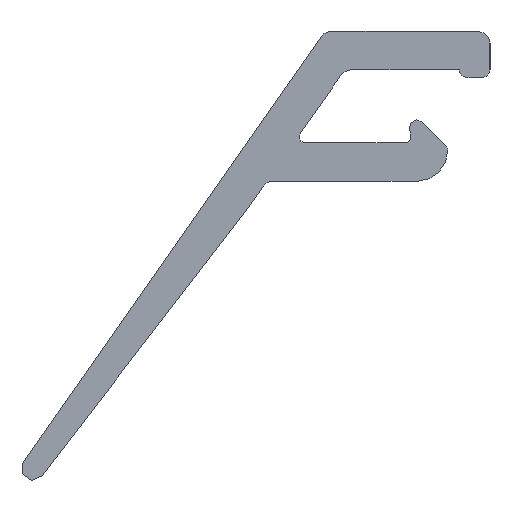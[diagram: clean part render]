
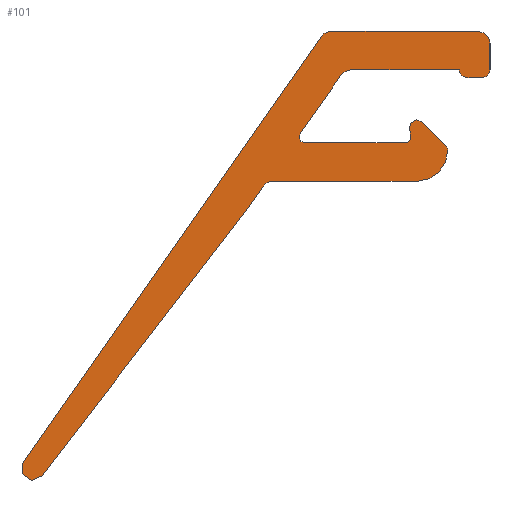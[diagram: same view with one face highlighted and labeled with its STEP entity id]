
A CAD part, left-side view. The second image highlights one B-rep face of the part: STEP entity #101.
In plain terms, the highlighted planar face has unit normal (-1, 0, 0).
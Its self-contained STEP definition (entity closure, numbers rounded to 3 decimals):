
#101=ADVANCED_FACE('',(#196),#197,.T.);
#196=FACE_OUTER_BOUND('',#282,.T.);
#197=PLANE('',#283);
#282=EDGE_LOOP('',(#507,#508,#509,#510,#511,#512,#513,#514,#515,#516,#517,#518,#519,#520,#521,#522,#523,#524,#525,#526,#527,#528,#529,#530));
#283=AXIS2_PLACEMENT_3D('',#531,#532,#533);
#507=ORIENTED_EDGE('',*,*,#630,.T.);
#508=ORIENTED_EDGE('',*,*,#538,.T.);
#509=ORIENTED_EDGE('',*,*,#543,.F.);
#510=ORIENTED_EDGE('',*,*,#547,.T.);
#511=ORIENTED_EDGE('',*,*,#551,.T.);
#512=ORIENTED_EDGE('',*,*,#555,.T.);
#513=ORIENTED_EDGE('',*,*,#559,.T.);
#514=ORIENTED_EDGE('',*,*,#563,.T.);
#515=ORIENTED_EDGE('',*,*,#567,.T.);
#516=ORIENTED_EDGE('',*,*,#571,.F.);
#517=ORIENTED_EDGE('',*,*,#575,.T.);
#518=ORIENTED_EDGE('',*,*,#579,.F.);
#519=ORIENTED_EDGE('',*,*,#583,.T.);
#520=ORIENTED_EDGE('',*,*,#587,.F.);
#521=ORIENTED_EDGE('',*,*,#591,.T.);
#522=ORIENTED_EDGE('',*,*,#595,.T.);
#523=ORIENTED_EDGE('',*,*,#599,.T.);
#524=ORIENTED_EDGE('',*,*,#603,.T.);
#525=ORIENTED_EDGE('',*,*,#607,.T.);
#526=ORIENTED_EDGE('',*,*,#611,.T.);
#527=ORIENTED_EDGE('',*,*,#615,.T.);
#528=ORIENTED_EDGE('',*,*,#619,.T.);
#529=ORIENTED_EDGE('',*,*,#623,.T.);
#530=ORIENTED_EDGE('',*,*,#627,.T.);
#531=CARTESIAN_POINT('',(0.0,5.974,7.012));
#532=DIRECTION('',(-1.0,0.0,0.0));
#533=DIRECTION('',(0.0,0.0,1.0));
#538=EDGE_CURVE('',#640,#638,#641,.T.);
#543=EDGE_CURVE('',#646,#638,#648,.T.);
#547=EDGE_CURVE('',#646,#652,#654,.T.);
#551=EDGE_CURVE('',#652,#658,#660,.T.);
#555=EDGE_CURVE('',#658,#664,#666,.T.);
#559=EDGE_CURVE('',#664,#670,#672,.T.);
#563=EDGE_CURVE('',#670,#676,#678,.T.);
#567=EDGE_CURVE('',#676,#682,#684,.T.);
#571=EDGE_CURVE('',#688,#682,#690,.T.);
#575=EDGE_CURVE('',#688,#694,#696,.T.);
#579=EDGE_CURVE('',#700,#694,#702,.T.);
#583=EDGE_CURVE('',#700,#706,#708,.T.);
#587=EDGE_CURVE('',#712,#706,#714,.T.);
#591=EDGE_CURVE('',#712,#718,#720,.T.);
#595=EDGE_CURVE('',#718,#724,#726,.T.);
#599=EDGE_CURVE('',#724,#730,#732,.T.);
#603=EDGE_CURVE('',#730,#736,#738,.T.);
#607=EDGE_CURVE('',#736,#742,#744,.T.);
#611=EDGE_CURVE('',#742,#748,#750,.T.);
#615=EDGE_CURVE('',#748,#754,#756,.T.);
#619=EDGE_CURVE('',#754,#760,#762,.T.);
#623=EDGE_CURVE('',#760,#766,#768,.T.);
#627=EDGE_CURVE('',#766,#772,#774,.T.);
#630=EDGE_CURVE('',#772,#640,#777,.T.);
#638=VERTEX_POINT('',#786);
#640=VERTEX_POINT('',#789);
#641=LINE('',#790,#791);
#646=VERTEX_POINT('',#797);
#648=CIRCLE('',#800,0.3);
#652=VERTEX_POINT('',#805);
#654=LINE('',#808,#809);
#658=VERTEX_POINT('',#813);
#660=CIRCLE('',#816,0.8);
#664=VERTEX_POINT('',#820);
#666=CIRCLE('',#823,0.2);
#670=VERTEX_POINT('',#828);
#672=LINE('',#831,#832);
#676=VERTEX_POINT('',#836);
#678=CIRCLE('',#839,0.2);
#682=VERTEX_POINT('',#844);
#684=LINE('',#847,#848);
#688=VERTEX_POINT('',#852);
#690=CIRCLE('',#855,0.15);
#694=VERTEX_POINT('',#860);
#696=LINE('',#863,#864);
#700=VERTEX_POINT('',#868);
#702=CIRCLE('',#871,0.15);
#706=VERTEX_POINT('',#876);
#708=LINE('',#879,#880);
#712=VERTEX_POINT('',#884);
#714=CIRCLE('',#887,0.3);
#718=VERTEX_POINT('',#892);
#720=LINE('',#895,#896);
#724=VERTEX_POINT('',#900);
#726=CIRCLE('',#903,0.2);
#730=VERTEX_POINT('',#908);
#732=LINE('',#911,#912);
#736=VERTEX_POINT('',#916);
#738=CIRCLE('',#919,0.2);
#742=VERTEX_POINT('',#924);
#744=LINE('',#927,#928);
#748=VERTEX_POINT('',#932);
#750=CIRCLE('',#935,0.3);
#754=VERTEX_POINT('',#940);
#756=LINE('',#943,#944);
#760=VERTEX_POINT('',#948);
#762=CIRCLE('',#951,0.3);
#766=VERTEX_POINT('',#956);
#768=LINE('',#959,#960);
#772=VERTEX_POINT('',#964);
#774=CIRCLE('',#967,0.3);
#777=LINE('',#971,#972);
#786=CARTESIAN_POINT('',(0.0,6.067,7.472));
#789=CARTESIAN_POINT('',(0.0,6.516,6.831));
#790=CARTESIAN_POINT('',(0.0,6.516,6.831));
#791=VECTOR('',#978,1.0);
#797=CARTESIAN_POINT('',(0.0,5.821,7.6));
#800=AXIS2_PLACEMENT_3D('',#984,#985,#986);
#805=CARTESIAN_POINT('',(0.0,2.067,7.6));
#808=CARTESIAN_POINT('',(0.0,5.821,7.6));
#809=VECTOR('',#989,1.0);
#813=CARTESIAN_POINT('',(0.0,1.267,8.4));
#816=AXIS2_PLACEMENT_3D('',#994,#995,#996);
#820=CARTESIAN_POINT('',(0.0,1.326,8.541));
#823=AXIS2_PLACEMENT_3D('',#1001,#1002,#1003);
#828=CARTESIAN_POINT('',(0.0,1.926,9.141));
#831=CARTESIAN_POINT('',(0.0,1.326,8.541));
#832=VECTOR('',#1006,1.0);
#836=CARTESIAN_POINT('',(0.0,2.264,8.965));
#839=AXIS2_PLACEMENT_3D('',#1011,#1012,#1013);
#844=CARTESIAN_POINT('',(0.0,2.231,8.776));
#847=CARTESIAN_POINT('',(0.0,2.264,8.965));
#848=VECTOR('',#1016,1.0);
#852=CARTESIAN_POINT('',(0.0,2.379,8.6));
#855=AXIS2_PLACEMENT_3D('',#1021,#1022,#1023);
#860=CARTESIAN_POINT('',(0.0,4.989,8.6));
#863=CARTESIAN_POINT('',(0.0,2.379,8.6));
#864=VECTOR('',#1026,1.0);
#868=CARTESIAN_POINT('',(0.0,5.112,8.836));
#871=AXIS2_PLACEMENT_3D('',#1031,#1032,#1033);
#876=CARTESIAN_POINT('',(0.0,4.036,10.372));
#879=CARTESIAN_POINT('',(0.0,5.112,8.836));
#880=VECTOR('',#1036,1.0);
#884=CARTESIAN_POINT('',(0.0,3.791,10.5));
#887=AXIS2_PLACEMENT_3D('',#1041,#1042,#1043);
#892=CARTESIAN_POINT('',(0.0,0.967,10.5));
#895=CARTESIAN_POINT('',(0.0,3.791,10.5));
#896=VECTOR('',#1046,1.0);
#900=CARTESIAN_POINT('',(0.0,0.767,10.3));
#903=AXIS2_PLACEMENT_3D('',#1051,#1052,#1053);
#908=CARTESIAN_POINT('',(0.0,0.367,10.3));
#911=CARTESIAN_POINT('',(0.0,0.767,10.3));
#912=VECTOR('',#1056,1.0);
#916=CARTESIAN_POINT('',(0.0,0.167,10.5));
#919=AXIS2_PLACEMENT_3D('',#1061,#1062,#1063);
#924=CARTESIAN_POINT('',(0.0,0.167,11.2));
#927=CARTESIAN_POINT('',(0.0,0.167,10.5));
#928=VECTOR('',#1066,1.0);
#932=CARTESIAN_POINT('',(0.0,0.467,11.5));
#935=AXIS2_PLACEMENT_3D('',#1071,#1072,#1073);
#940=CARTESIAN_POINT('',(0.0,4.311,11.5));
#943=CARTESIAN_POINT('',(0.0,0.467,11.5));
#944=VECTOR('',#1076,1.0);
#948=CARTESIAN_POINT('',(0.0,4.557,11.372));
#951=AXIS2_PLACEMENT_3D('',#1081,#1082,#1083);
#956=CARTESIAN_POINT('',(0.0,12.325,0.278));
#959=CARTESIAN_POINT('',(0.0,4.557,11.372));
#960=VECTOR('',#1086,1.0);
#964=CARTESIAN_POINT('',(0.0,11.842,-0.077));
#967=AXIS2_PLACEMENT_3D('',#1091,#1092,#1093);
#971=CARTESIAN_POINT('',(0.0,11.842,-0.077));
#972=VECTOR('',#1095,1.0);
#978=DIRECTION('',(0.0,-0.574,0.819));
#984=CARTESIAN_POINT('',(0.0,5.821,7.3));
#985=DIRECTION('',(-1.0,0.0,0.0));
#986=DIRECTION('',(0.0,0.,1.0));
#989=DIRECTION('',(0.0,-1.0,0.0));
#994=CARTESIAN_POINT('',(0.0,2.067,8.4));
#995=DIRECTION('',(-1.0,-0.0,0.0));
#996=DIRECTION('',(0.0,0.,-1.0));
#1001=CARTESIAN_POINT('',(0.0,1.467,8.4));
#1002=DIRECTION('',(-1.0,-0.0,0.0));
#1003=DIRECTION('',(0.0,-1.,0.));
#1006=DIRECTION('',(0.0,0.707,0.707));
#1011=CARTESIAN_POINT('',(0.0,2.067,9.));
#1012=DIRECTION('',(-1.0,0.0,0.0));
#1013=DIRECTION('',(0.0,-0.707,0.707));
#1016=DIRECTION('',(-0.0,-0.174,-0.985));
#1021=CARTESIAN_POINT('',(0.0,2.379,8.75));
#1022=DIRECTION('',(-1.0,-0.0,0.0));
#1023=DIRECTION('',(0.0,0.,-1.));
#1026=DIRECTION('',(0.0,1.0,0.0));
#1031=CARTESIAN_POINT('',(0.0,4.989,8.75));
#1032=DIRECTION('',(-1.0,0.0,0.0));
#1033=DIRECTION('',(0.0,0.819,0.574));
#1036=DIRECTION('',(0.0,-0.574,0.819));
#1041=CARTESIAN_POINT('',(0.0,3.791,10.2));
#1042=DIRECTION('',(-1.0,0.0,0.0));
#1043=DIRECTION('',(0.0,0.,1.0));
#1046=DIRECTION('',(0.0,-1.0,0.0));
#1051=CARTESIAN_POINT('',(0.0,0.767,10.5));
#1052=DIRECTION('',(-1.0,0.0,0.0));
#1053=DIRECTION('',(0.0,1.,0.));
#1056=DIRECTION('',(0.0,-1.0,0.0));
#1061=CARTESIAN_POINT('',(0.0,0.367,10.5));
#1062=DIRECTION('',(-1.0,0.0,0.0));
#1063=DIRECTION('',(0.0,0.,-1.));
#1066=DIRECTION('',(0.0,0.0,1.0));
#1071=CARTESIAN_POINT('',(0.0,0.467,11.2));
#1072=DIRECTION('',(-1.0,0.0,0.0));
#1073=DIRECTION('',(0.0,-1.,0.));
#1076=DIRECTION('',(0.0,1.0,0.0));
#1081=CARTESIAN_POINT('',(0.0,4.311,11.2));
#1082=DIRECTION('',(-1.0,0.0,0.0));
#1083=DIRECTION('',(0.0,0.,1.0));
#1086=DIRECTION('',(0.0,0.574,-0.819));
#1091=CARTESIAN_POINT('',(0.0,12.079,0.106));
#1092=DIRECTION('',(-1.0,0.0,0.0));
#1093=DIRECTION('',(0.0,0.819,0.574));
#1095=DIRECTION('',(0.0,-0.611,0.792));
